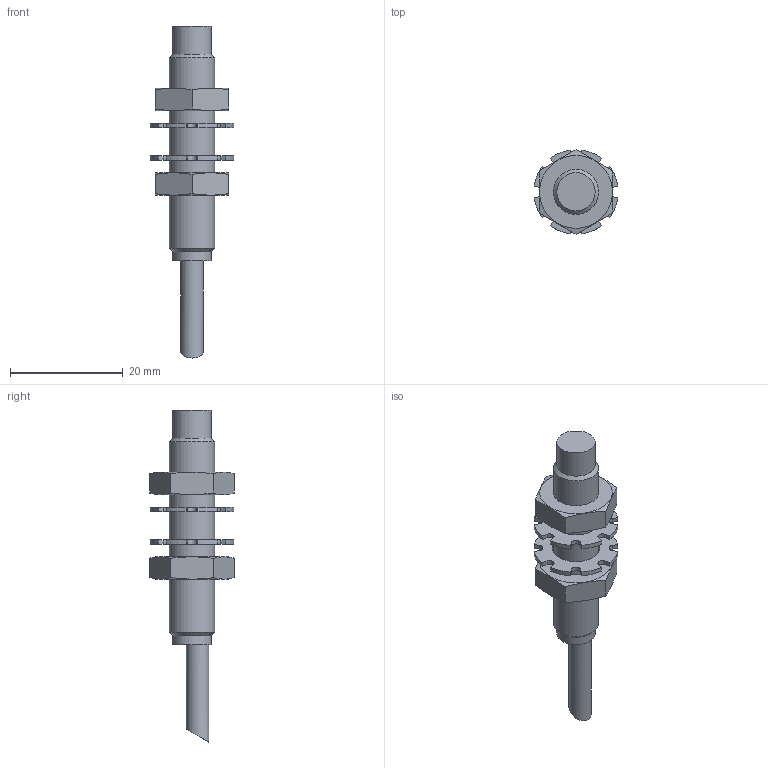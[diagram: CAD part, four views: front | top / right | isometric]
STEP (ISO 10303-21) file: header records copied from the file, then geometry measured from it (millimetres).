
FILE_DESCRIPTION(/* description */ ('STEP AP214'),/* implementation_level */ '2;1');
FILE_NAME(/* name */ '538308_SIEF-M8NB-PS-K-L',/* time_stamp */ '2024-09-15T04:39:25+02:00',/* author */ ('License CC BY-ND 4.0'),/* organization */ ('CADENAS'),/* preprocessor_version */ 'ST-DEVELOPER v19.3',/* originating_system */ 'PARTsolutions',/* authorisation */ ' ');
FILE_SCHEMA (('AUTOMOTIVE_DESIGN {1 0 10303 214 3 1 1}'));
Length unit declared in the file: millimetre
Products named in the file (4): 538308 SIEF-M8NB-PS-K-L; 538308 SIEF-M8NB-PS-K-L_1; DIN-439-B - M8x1(F); Tooth lock washer DIN 6797 A8.4
Assembly tree (5 placements, depth 2):
  538308 SIEF-M8NB-PS-K-L
    538308 SIEF-M8NB-PS-K-L_1
    DIN-439-B - M8x1(F)  x2
    Tooth lock washer DIN 6797 A8.4  x2
Bounding box: 14.85 x 15.01 x 58.85 mm (x, y, z)
Volume: 3200.9 mm3; surface area: 2785.5 mm2
Topology: 5 solids, 5 shells, 107 faces, 278 edges, 182 vertices
Faces by surface type: plane 55, cylinder 41, cone 10, sphere 1
Full cylindrical faces by diameter (mm): 1.5 x1, 4 x1, 6.773 x2, 6.917 x2, 8 x1, 8.4 x2
Entity records: 1830 total; most frequent: CARTESIAN_POINT 339, DIRECTION 300, ORIENTED_EDGE 264, EDGE_CURVE 132, AXIS2_PLACEMENT_3D 115, VERTEX_POINT 94, EDGE_LOOP 78, FACE_BOUND 78
